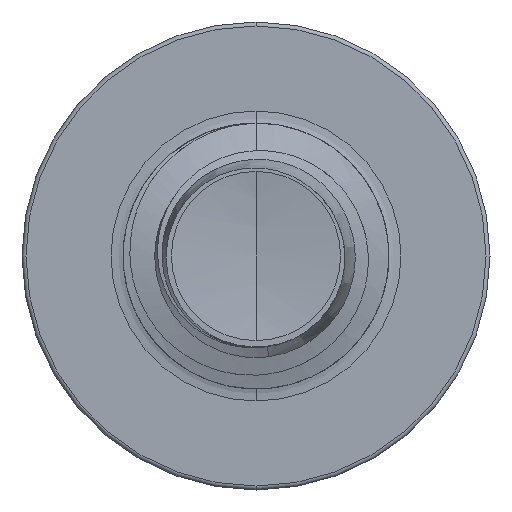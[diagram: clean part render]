
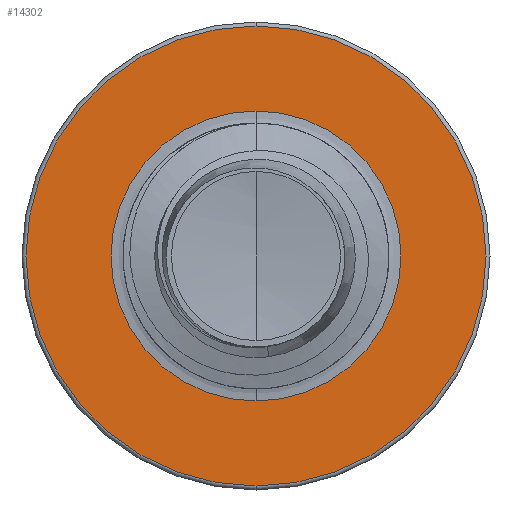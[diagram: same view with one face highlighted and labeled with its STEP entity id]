
A CAD part, front view. The second image highlights one B-rep face of the part: STEP entity #14302.
In plain terms, the highlighted planar face has unit normal (0, -1, 0).
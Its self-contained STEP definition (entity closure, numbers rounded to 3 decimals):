
#1192 = AXIS2_PLACEMENT_3D ( 'NONE', #11521, #2170, #12875 ) ;
#1349 = CARTESIAN_POINT ( 'NONE',  ( 0., 5.5, 0. ) ) ;
#1514 = VERTEX_POINT ( 'NONE', #6579 ) ;
#1549 = AXIS2_PLACEMENT_3D ( 'NONE', #7946, #17496, #9457 ) ;
#1696 = AXIS2_PLACEMENT_3D ( 'NONE', #1349, #12278, #3134 ) ;
#2170 = DIRECTION ( 'NONE',  ( 0., 1., 0. ) ) ;
#2896 = DIRECTION ( 'NONE',  ( 0., 0., 1. ) ) ;
#3037 = CIRCLE ( 'NONE', #5592, 1.363 ) ;
#3134 = DIRECTION ( 'NONE',  ( 0., 0., 1. ) ) ;
#4066 = CIRCLE ( 'NONE', #1192, 2.163 ) ;
#4147 = CARTESIAN_POINT ( 'NONE',  ( 0., 5.5, 2.163 ) ) ;
#5592 = AXIS2_PLACEMENT_3D ( 'NONE', #15892, #7657, #17229 ) ;
#6579 = CARTESIAN_POINT ( 'NONE',  ( 0., 5.5, -2.162 ) ) ;
#7657 = DIRECTION ( 'NONE',  ( 0., 1., 0. ) ) ;
#7659 = ORIENTED_EDGE ( 'NONE', *, *, #17176, .F. ) ;
#7867 = ORIENTED_EDGE ( 'NONE', *, *, #17120, .T. ) ;
#7947 = ORIENTED_EDGE ( 'NONE', *, *, #14240, .T. ) ;
#7946 = CARTESIAN_POINT ( 'NONE',  ( 0., 5.5, 0. ) ) ;
#8692 = AXIS2_PLACEMENT_3D ( 'NONE', #10689, #12097, #2896 ) ;
#9457 = DIRECTION ( 'NONE',  ( 0., 0., 1. ) ) ;
#10631 = PLANE ( 'NONE',  #8692 ) ;
#10689 = CARTESIAN_POINT ( 'NONE',  ( 0., 5.5, -1.363 ) ) ;
#11521 = CARTESIAN_POINT ( 'NONE',  ( 0., 5.5, 0. ) ) ;
#11731 = ORIENTED_EDGE ( 'NONE', *, *, #13929, .F. ) ;
#12024 = VERTEX_POINT ( 'NONE', #18773 ) ;
#12097 = DIRECTION ( 'NONE',  ( 0., 1., 0. ) ) ;
#12278 = DIRECTION ( 'NONE',  ( 0., 1., 0. ) ) ;
#12875 = DIRECTION ( 'NONE',  ( 0., 0., 1. ) ) ;
#13929 = EDGE_CURVE ( 'NONE', #14163, #1514, #4066, .T. ) ;
#13990 = FACE_BOUND ( 'NONE', #15472, .T. ) ;
#14163 = VERTEX_POINT ( 'NONE', #4147 ) ;
#14240 = EDGE_CURVE ( 'NONE', #12024, #14997, #3037, .T. ) ;
#14302 = ADVANCED_FACE ( 'NONE', ( #14373, #13990 ), #10631, .F. ) ;
#14373 = FACE_OUTER_BOUND ( 'NONE', #18903, .T. ) ;
#14788 = CIRCLE ( 'NONE', #1549, 1.363 ) ;
#14997 = VERTEX_POINT ( 'NONE', #19384 ) ;
#15472 = EDGE_LOOP ( 'NONE', ( #7867, #7947 ) ) ;
#15892 = CARTESIAN_POINT ( 'NONE',  ( 0., 5.5, 0. ) ) ;
#17120 = EDGE_CURVE ( 'NONE', #14997, #12024, #14788, .T. ) ;
#17176 = EDGE_CURVE ( 'NONE', #1514, #14163, #18346, .T. ) ;
#17229 = DIRECTION ( 'NONE',  ( 0., 0., 1. ) ) ;
#17496 = DIRECTION ( 'NONE',  ( 0., 1., 0. ) ) ;
#18346 = CIRCLE ( 'NONE', #1696, 2.163 ) ;
#18773 = CARTESIAN_POINT ( 'NONE',  ( 0., 5.5, -1.363 ) ) ;
#18903 = EDGE_LOOP ( 'NONE', ( #11731, #7659 ) ) ;
#19384 = CARTESIAN_POINT ( 'NONE',  ( 0., 5.5, 1.363 ) ) ;
